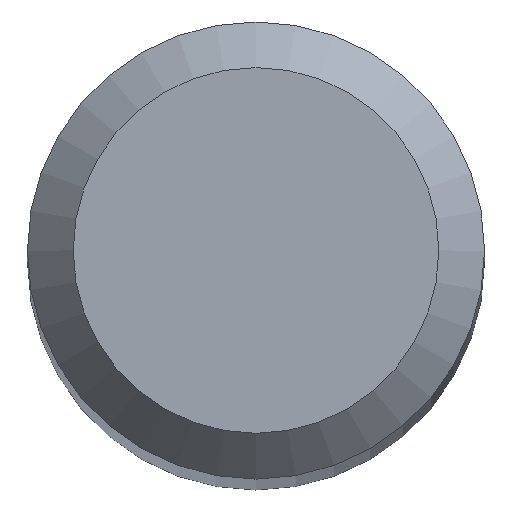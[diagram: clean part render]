
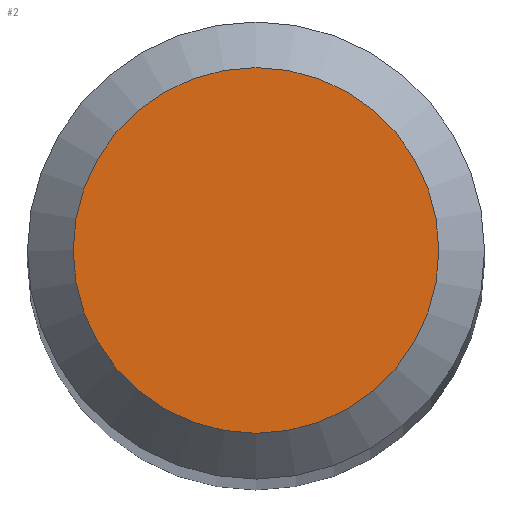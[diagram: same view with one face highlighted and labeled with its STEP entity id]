
A CAD part, top view. The second image highlights one B-rep face of the part: STEP entity #2.
In plain terms, the highlighted planar face has unit normal (0, 0, 1).
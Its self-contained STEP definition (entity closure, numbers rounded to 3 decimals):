
#2 = ADVANCED_FACE ( 'NONE', ( #214 ), #190, .F. ) ;
#14 = CARTESIAN_POINT ( 'NONE',  ( 0., 0., 46. ) ) ;
#53 = DIRECTION ( 'NONE',  ( 0., 0., -1. ) ) ;
#59 = DIRECTION ( 'NONE',  ( 0., 1., 0. ) ) ;
#107 = VERTEX_POINT ( 'NONE', #158 ) ;
#138 = CIRCLE ( 'NONE', #255, 1.2 ) ;
#142 = CARTESIAN_POINT ( 'NONE',  ( 0., 0., 46. ) ) ;
#158 = CARTESIAN_POINT ( 'NONE',  ( 0., 1.2, 46. ) ) ;
#190 = PLANE ( 'NONE',  #292 ) ;
#214 = FACE_OUTER_BOUND ( 'NONE', #258, .T. ) ;
#254 = EDGE_CURVE ( 'NONE', #107, #107, #138, .T. ) ;
#255 = AXIS2_PLACEMENT_3D ( 'NONE', #142, #275, #300 ) ;
#258 = EDGE_LOOP ( 'NONE', ( #289 ) ) ;
#275 = DIRECTION ( 'NONE',  ( 0., 0., -1. ) ) ;
#289 = ORIENTED_EDGE ( 'NONE', *, *, #254, .F. ) ;
#292 = AXIS2_PLACEMENT_3D ( 'NONE', #14, #53, #59 ) ;
#300 = DIRECTION ( 'NONE',  ( 0., 1., 0. ) ) ;
